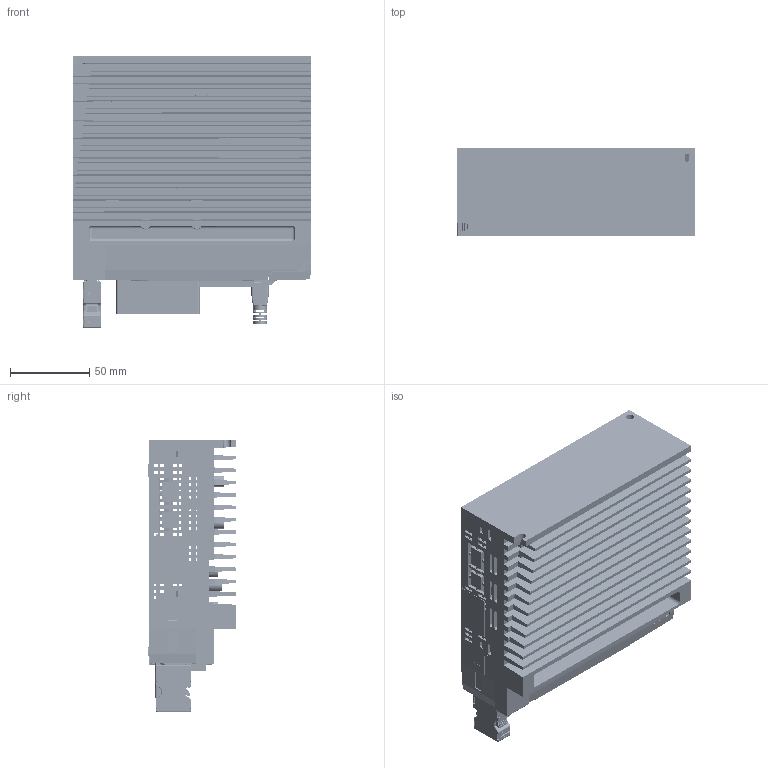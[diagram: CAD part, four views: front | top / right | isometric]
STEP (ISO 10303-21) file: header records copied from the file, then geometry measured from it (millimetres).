
FILE_DESCRIPTION((''),'2;1');
FILE_NAME('M56S-23A0RD','2023-08-15T16:25:20',('ms27526'),(''),'CREO PARAMETRIC BY PTC INC, 2018100','CREO PARAMETRIC BY PTC INC, 2018100','');
FILE_SCHEMA(('CONFIG_CONTROL_DESIGN'));
Products named in the file (1): M56S-23A0RD
Bounding box: 150.3 x 55.2 x 171.63 mm (x, y, z)
Volume: 280418.6 mm3; surface area: 302558.1 mm2
Topology: 19 solids, 53 shells, 8090 faces, 22970 edges, 14978 vertices
Faces by surface type: plane 5694, cylinder 2079, bspline 151, cone 72, torus 47, sphere 28, extrusion 19
Entity records: 268197 total; most frequent: CARTESIAN_POINT 55150, ORIENTED_EDGE 45387, DIRECTION 41953, EDGE_CURVE 22902, VECTOR 17817, LINE 17798, VERTEX_POINT 14978, AXIS2_PLACEMENT_3D 12068
